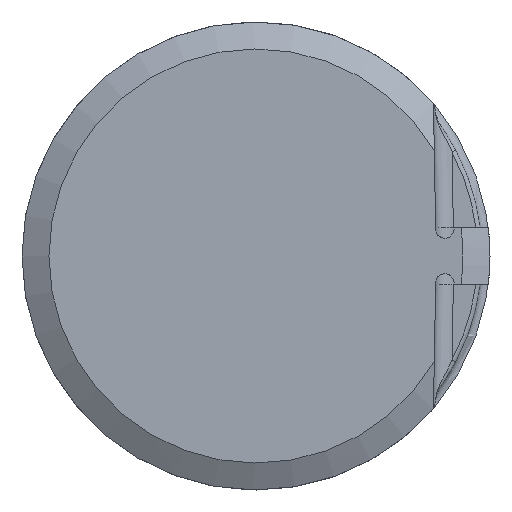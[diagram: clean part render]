
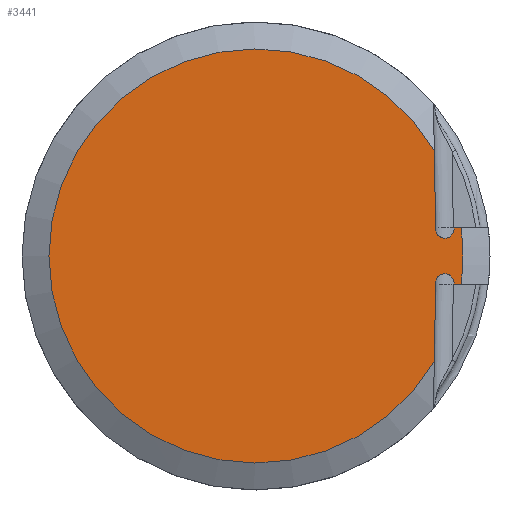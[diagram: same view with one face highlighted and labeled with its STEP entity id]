
A CAD part, left-side view. The second image highlights one B-rep face of the part: STEP entity #3441.
In plain terms, the highlighted planar face has unit normal (-1, 0, 0).
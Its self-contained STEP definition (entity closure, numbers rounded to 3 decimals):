
#995=CARTESIAN_POINT('',(-29.,0.,0.));
#996=DIRECTION('',(-1.,0.,0.));
#997=DIRECTION('',(0.,-0.991,-0.137));
#998=AXIS2_PLACEMENT_3D('',#995,#996,#997);
#1022=CARTESIAN_POINT('',(-29.,0.,0.));
#1023=DIRECTION('',(-1.,0.,0.));
#1024=DIRECTION('',(0.,-0.861,0.509));
#1025=AXIS2_PLACEMENT_3D('',#1022,#1023,#1024);
#1031=CARTESIAN_POINT('',(-29.,-13.317,1.9));
#1032=DIRECTION('',(-1.,0.,0.));
#1033=DIRECTION('',(0.,1.,-0.017));
#1034=AXIS2_PLACEMENT_3D('',#1031,#1032,#1033);
#1036=DIRECTION('',(0.,0.,1.));
#1037=VECTOR('',#1036,0.1);
#1038=CARTESIAN_POINT('',(-29.,-13.967,1.9));
#1039=LINE('',#1038,#1037);
#1040=DIRECTION('',(0.,1.,0.));
#1041=VECTOR('',#1040,0.495);
#1042=CARTESIAN_POINT('',(-29.,-14.462,2.));
#1043=LINE('',#1042,#1041);
#1044=DIRECTION('',(0.,1.,0.));
#1045=VECTOR('',#1044,0.495);
#1046=CARTESIAN_POINT('',(-29.,-14.462,-2.));
#1047=LINE('',#1046,#1045);
#1048=DIRECTION('',(0.,0.,1.));
#1049=VECTOR('',#1048,0.1);
#1050=CARTESIAN_POINT('',(-29.,-13.967,-2.));
#1051=LINE('',#1050,#1049);
#1052=CARTESIAN_POINT('',(-29.,-13.317,-1.9));
#1053=DIRECTION('',(-1.,0.,0.));
#1054=DIRECTION('',(0.,-1.,0.));
#1055=AXIS2_PLACEMENT_3D('',#1052,#1053,#1054);
#1081=DIRECTION('',(0.,0.017,1.));
#1082=VECTOR('',#1081,5.538);
#1083=CARTESIAN_POINT('',(-29.,-12.667,1.889));
#1084=LINE('',#1083,#1082);
#1259=DIRECTION('',(0.,-0.017,1.));
#1260=VECTOR('',#1259,5.538);
#1261=CARTESIAN_POINT('',(-29.,-12.57,-7.426));
#1262=LINE('',#1261,#1260);
#1407=CARTESIAN_POINT('',(-29.,-14.462,-2.));
#1408=VERTEX_POINT('',#1407);
#1411=CARTESIAN_POINT('',(-29.,-14.462,2.));
#1412=VERTEX_POINT('',#1411);
#1427=CARTESIAN_POINT('',(-29.,-12.667,1.889));
#1428=CARTESIAN_POINT('',(-29.,-13.967,1.9));
#1429=VERTEX_POINT('',#1427);
#1430=VERTEX_POINT('',#1428);
#1431=CARTESIAN_POINT('',(-29.,-13.967,2.));
#1432=VERTEX_POINT('',#1431);
#1433=CARTESIAN_POINT('',(-29.,-13.967,-2.));
#1434=CARTESIAN_POINT('',(-29.,-13.967,-1.9));
#1435=VERTEX_POINT('',#1433);
#1436=VERTEX_POINT('',#1434);
#1437=CARTESIAN_POINT('',(-29.,-12.667,-1.889));
#1438=VERTEX_POINT('',#1437);
#1520=CARTESIAN_POINT('',(-29.,-12.57,-7.426));
#1521=VERTEX_POINT('',#1520);
#1524=CARTESIAN_POINT('',(-29.,-12.57,7.426));
#1525=VERTEX_POINT('',#1524);
#3416=CARTESIAN_POINT('',(-29.,0.,0.));
#3417=DIRECTION('',(-1.,0.,0.));
#3418=DIRECTION('',(0.,1.,0.));
#3419=AXIS2_PLACEMENT_3D('',#3416,#3417,#3418);
#3420=PLANE('',#3419);
#3422=ORIENTED_EDGE('',*,*,#3421,.F.);
#3424=ORIENTED_EDGE('',*,*,#3423,.T.);
#3426=ORIENTED_EDGE('',*,*,#3425,.T.);
#3428=ORIENTED_EDGE('',*,*,#3427,.F.);
#3429=ORIENTED_EDGE('',*,*,#3377,.F.);
#3431=ORIENTED_EDGE('',*,*,#3430,.T.);
#3433=ORIENTED_EDGE('',*,*,#3432,.T.);
#3435=ORIENTED_EDGE('',*,*,#3434,.T.);
#3437=ORIENTED_EDGE('',*,*,#3436,.F.);
#3438=ORIENTED_EDGE('',*,*,#3402,.F.);
#3439=EDGE_LOOP('',(#3422,#3424,#3426,#3428,#3429,#3431,#3433,#3435,#3437,
#3438));
#3440=FACE_OUTER_BOUND('',#3439,.F.);
#999=CIRCLE('',#998,14.6);
#1026=CIRCLE('',#1025,14.6);
#1035=CIRCLE('',#1034,0.65);
#1056=CIRCLE('',#1055,0.65);
#3377=EDGE_CURVE('',#1408,#1412,#999,.T.);
#3402=EDGE_CURVE('',#1525,#1521,#1026,.T.);
#3421=EDGE_CURVE('',#1429,#1525,#1084,.T.);
#3423=EDGE_CURVE('',#1429,#1430,#1035,.T.);
#3425=EDGE_CURVE('',#1430,#1432,#1039,.T.);
#3427=EDGE_CURVE('',#1412,#1432,#1043,.T.);
#3430=EDGE_CURVE('',#1408,#1435,#1047,.T.);
#3432=EDGE_CURVE('',#1435,#1436,#1051,.T.);
#3434=EDGE_CURVE('',#1436,#1438,#1056,.T.);
#3436=EDGE_CURVE('',#1521,#1438,#1262,.T.);
#3441=ADVANCED_FACE('',(#3440),#3420,.T.);
